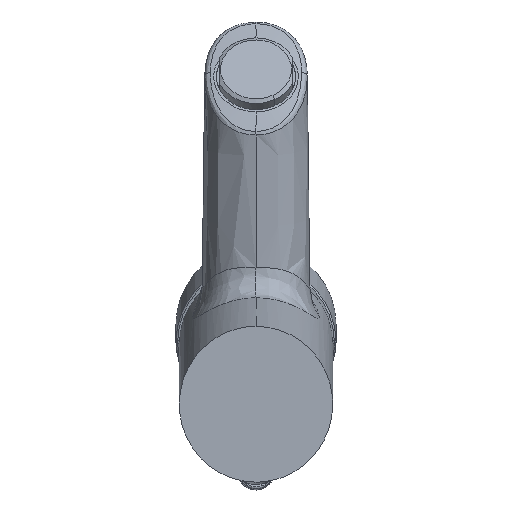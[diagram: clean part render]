
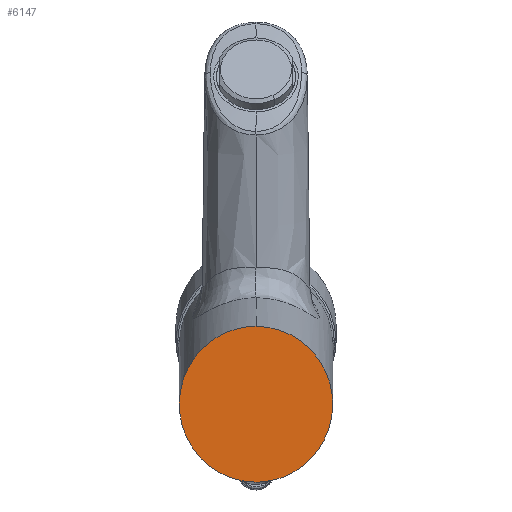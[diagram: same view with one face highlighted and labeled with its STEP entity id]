
A CAD part, front view. The second image highlights one B-rep face of the part: STEP entity #6147.
In plain terms, the highlighted planar face has unit normal (0, -1, 0).
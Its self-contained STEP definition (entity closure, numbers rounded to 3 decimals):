
#52 = CARTESIAN_POINT ( 'NONE',  ( 0., 0., 23.609 ) ) ;
#142 = CARTESIAN_POINT ( 'NONE',  ( 0., 0., 23.609 ) ) ;
#163 = DIRECTION ( 'NONE',  ( 0., 0., 1. ) ) ;
#469 = ORIENTED_EDGE ( 'NONE', *, *, #6784, .F. ) ;
#1484 = EDGE_LOOP ( 'NONE', ( #469, #4293 ) ) ;
#1670 = CARTESIAN_POINT ( 'NONE',  ( -46.5, 0., -23.609 ) ) ;
#1868 = CARTESIAN_POINT ( 'NONE',  ( 0., 0., -23.609 ) ) ;
#2296 = AXIS2_PLACEMENT_3D ( 'NONE', #2333, #3444, #163 ) ;
#2333 = CARTESIAN_POINT ( 'NONE',  ( 28., 0., 23.609 ) ) ;
#2432 = VERTEX_POINT ( 'NONE', #142 ) ;
#2438 = EDGE_CURVE ( 'NONE', #2432, #2843, #4825, .T. ) ;
#2447 = CARTESIAN_POINT ( 'NONE',  ( 46.5, 0., 23.609 ) ) ;
#2843 = VERTEX_POINT ( 'NONE', #3085 ) ;
#2890 = PLANE ( 'NONE',  #2296 ) ;
#3085 = CARTESIAN_POINT ( 'NONE',  ( 0., 0., -23.609 ) ) ;
#3315 = CARTESIAN_POINT ( 'NONE',  ( 0., 0., -23.609 ) ) ;
#3334 = CARTESIAN_POINT ( 'NONE',  ( -46.5, 0., 23.609 ) ) ;
#3444 = DIRECTION ( 'NONE',  ( 0., 1., 0. ) ) ;
#3528 = CARTESIAN_POINT ( 'NONE',  ( 0., 0., 23.609 ) ) ;
#4293 = ORIENTED_EDGE ( 'NONE', *, *, #2438, .F. ) ;
#4313 =( BOUNDED_CURVE ( )  B_SPLINE_CURVE ( 3, ( #3315, #1670, #3334, #52 ),
 .UNSPECIFIED., .F., .F. ) 
 B_SPLINE_CURVE_WITH_KNOTS ( ( 4, 4 ),
 ( 0., 3.142 ),
 .UNSPECIFIED. ) 
 CURVE ( )  GEOMETRIC_REPRESENTATION_ITEM ( )  RATIONAL_B_SPLINE_CURVE ( ( 1., 0.333, 0.333, 1. ) ) 
 REPRESENTATION_ITEM ( '' )  );
#4825 =( BOUNDED_CURVE ( )  B_SPLINE_CURVE ( 3, ( #3528, #2447, #5690, #1868 ),
 .UNSPECIFIED., .F., .T. ) 
 B_SPLINE_CURVE_WITH_KNOTS ( ( 4, 4 ),
 ( 3.142, 6.283 ),
 .UNSPECIFIED. ) 
 CURVE ( )  GEOMETRIC_REPRESENTATION_ITEM ( )  RATIONAL_B_SPLINE_CURVE ( ( 1., 0.333, 0.333, 1. ) ) 
 REPRESENTATION_ITEM ( '' )  );
#5448 = FACE_OUTER_BOUND ( 'NONE', #1484, .T. ) ;
#5690 = CARTESIAN_POINT ( 'NONE',  ( 46.5, 0., -23.609 ) ) ;
#6147 = ADVANCED_FACE ( 'NONE', ( #5448 ), #2890, .F. ) ;
#6784 = EDGE_CURVE ( 'NONE', #2843, #2432, #4313, .T. ) ;
